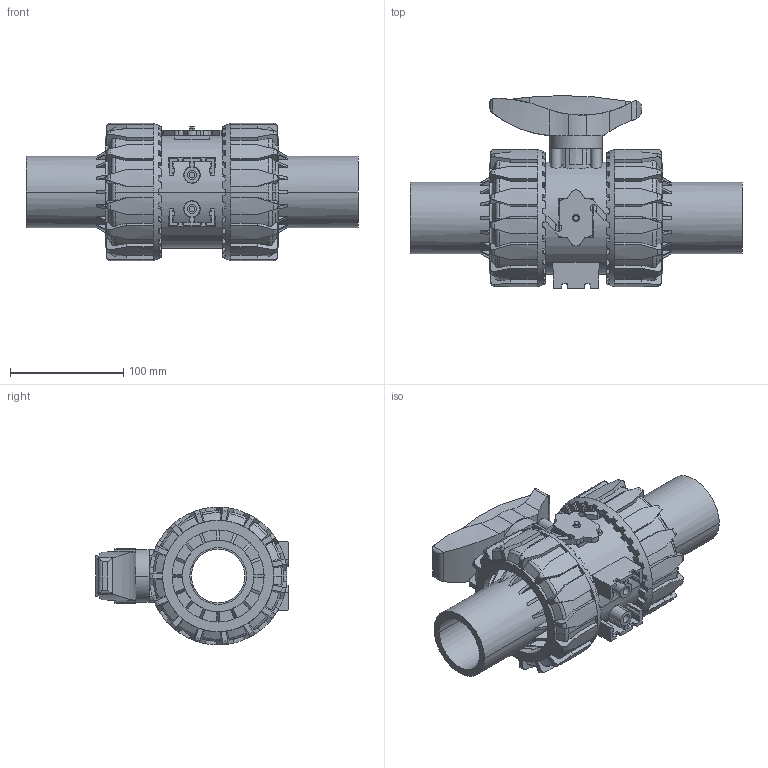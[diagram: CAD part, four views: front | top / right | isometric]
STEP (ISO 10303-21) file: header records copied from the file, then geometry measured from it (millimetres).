
FILE_DESCRIPTION(('STEP AP214'),'1');
FILE_NAME('vkdbm063f.stp','2018-03-06T12:26:31',('TraceParts'),('TraceParts S.A.'),'Spatial InterOp 3D',' ',' ');
FILE_SCHEMA(('automotive_design'));
Length unit declared in the file: millimetre
Products named in the file (7): vkdbm063f_1; vkdbm063f_2; vkdbm063f_3; vkdbm063f_4; vkdbm063f_5; vkdbm063f_6; vkdbm063f_7
Bounding box: 293 x 170.14 x 121.5 mm (x, y, z)
Volume: 1474584.4 mm3; surface area: 288598.1 mm2
Topology: 7 solids, 7 shells, 1121 faces, 3177 edges, 2093 vertices
Faces by surface type: plane 765, cylinder 202, cone 90, torus 64
Entity records: 47487 total; most frequent: CARTESIAN_POINT 8936, ORIENTED_EDGE 6354, DIRECTION 6294, EDGE_CURVE 3177, AXIS2_PLACEMENT_3D 2410, VERTEX_POINT 2093, LINE 1474, VECTOR 1474
